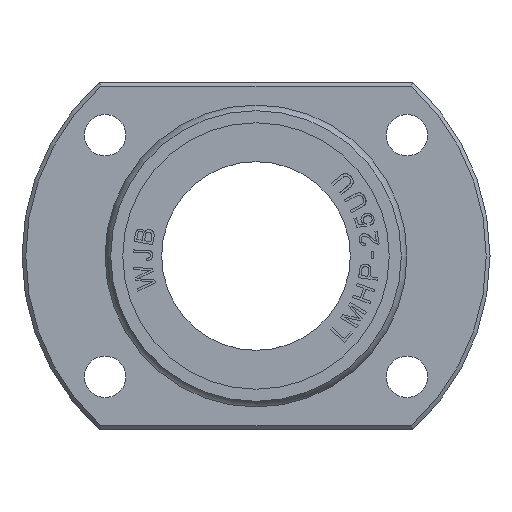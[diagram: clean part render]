
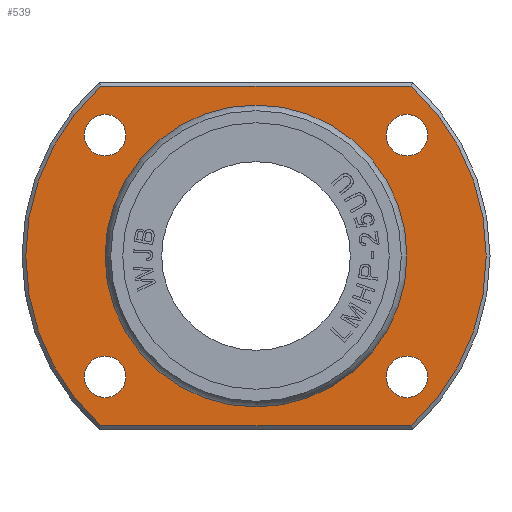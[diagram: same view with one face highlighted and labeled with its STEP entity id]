
A CAD part, left-side view. The second image highlights one B-rep face of the part: STEP entity #539.
In plain terms, the highlighted planar face has unit normal (-1, 0, 0).
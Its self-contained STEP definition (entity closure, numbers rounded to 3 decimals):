
#539=ADVANCED_FACE('',(#1294,#1295,#1296,#1297,#1298,#1299),#919,.T.);
#919=PLANE('',#6892);
#1192=CIRCLE('',#6885,2.75);
#1193=CIRCLE('',#6886,19.564);
#1194=CIRCLE('',#6887,30.5);
#1195=CIRCLE('',#6888,30.5);
#1196=CIRCLE('',#6889,2.75);
#1197=CIRCLE('',#6890,2.75);
#1198=CIRCLE('',#6891,2.75);
#1294=FACE_BOUND('',#1407,.T.);
#1295=FACE_BOUND('',#1408,.T.);
#1296=FACE_BOUND('',#1409,.T.);
#1297=FACE_BOUND('',#1410,.T.);
#1298=FACE_BOUND('',#1411,.T.);
#1299=FACE_BOUND('',#1412,.T.);
#1407=EDGE_LOOP('',(#2542));
#1408=EDGE_LOOP('',(#2543));
#1409=EDGE_LOOP('',(#2544,#2545,#2546,#2547));
#1410=EDGE_LOOP('',(#2548));
#1411=EDGE_LOOP('',(#2549));
#1412=EDGE_LOOP('',(#2550));
#1904=B_SPLINE_CURVE_WITH_KNOTS('',3,(#10245,#10246,#10247,#10248),.UNSPECIFIED.,
 .F.,.F.,(4,4),(0.,1.),.UNSPECIFIED.);
#1905=B_SPLINE_CURVE_WITH_KNOTS('',3,(#10252,#10253,#10254,#10255),.UNSPECIFIED.,
 .F.,.F.,(4,4),(0.,1.),.UNSPECIFIED.);
#2542=ORIENTED_EDGE('',*,*,#5080,.T.);
#2543=ORIENTED_EDGE('',*,*,#5081,.F.);
#2544=ORIENTED_EDGE('',*,*,#5082,.F.);
#2545=ORIENTED_EDGE('',*,*,#5083,.F.);
#2546=ORIENTED_EDGE('',*,*,#5084,.F.);
#2547=ORIENTED_EDGE('',*,*,#5085,.F.);
#2548=ORIENTED_EDGE('',*,*,#5086,.F.);
#2549=ORIENTED_EDGE('',*,*,#5087,.F.);
#2550=ORIENTED_EDGE('',*,*,#5088,.T.);
#4440=VERTEX_POINT('',#10239);
#4441=VERTEX_POINT('',#10241);
#4442=VERTEX_POINT('',#10243);
#4443=VERTEX_POINT('',#10244);
#4444=VERTEX_POINT('',#10249);
#4445=VERTEX_POINT('',#10251);
#4446=VERTEX_POINT('',#10257);
#4447=VERTEX_POINT('',#10259);
#4448=VERTEX_POINT('',#10261);
#5080=EDGE_CURVE('',#4440,#4440,#1192,.T.);
#5081=EDGE_CURVE('',#4441,#4441,#1193,.T.);
#5082=EDGE_CURVE('',#4442,#4443,#1194,.T.);
#5083=EDGE_CURVE('',#4444,#4442,#1904,.T.);
#5084=EDGE_CURVE('',#4445,#4444,#1195,.T.);
#5085=EDGE_CURVE('',#4443,#4445,#1905,.T.);
#5086=EDGE_CURVE('',#4446,#4446,#1196,.T.);
#5087=EDGE_CURVE('',#4447,#4447,#1197,.T.);
#5088=EDGE_CURVE('',#4448,#4448,#1198,.T.);
#6885=AXIS2_PLACEMENT_3D('',#10238,#7481,#7482);
#6886=AXIS2_PLACEMENT_3D('',#10240,#7483,#7484);
#6887=AXIS2_PLACEMENT_3D('',#10242,#7485,#7486);
#6888=AXIS2_PLACEMENT_3D('',#10250,#7487,#7488);
#6889=AXIS2_PLACEMENT_3D('',#10256,#7489,#7490);
#6890=AXIS2_PLACEMENT_3D('',#10258,#7491,#7492);
#6891=AXIS2_PLACEMENT_3D('',#10260,#7493,#7494);
#6892=AXIS2_PLACEMENT_3D('',#10262,#7495,#7496);
#7481=DIRECTION('',(1.,0.,0.));
#7482=DIRECTION('',(0.,0.,1.));
#7483=DIRECTION('',(-1.,0.,0.));
#7484=DIRECTION('',(0.,0.,1.));
#7485=DIRECTION('',(1.,0.,0.));
#7486=DIRECTION('',(0.,0.,-1.));
#7487=DIRECTION('',(1.,0.,0.));
#7488=DIRECTION('',(0.,0.,-1.));
#7489=DIRECTION('',(-1.,0.,0.));
#7490=DIRECTION('',(0.,0.,1.));
#7491=DIRECTION('',(-1.,0.,0.));
#7492=DIRECTION('',(0.,0.,1.));
#7493=DIRECTION('',(1.,0.,0.));
#7494=DIRECTION('',(0.,0.,1.));
#7495=DIRECTION('',(-1.,0.,0.));
#7496=DIRECTION('',(0.,0.,1.));
#10238=CARTESIAN_POINT('',(8.,20.,16.008));
#10239=CARTESIAN_POINT('',(8.,20.,18.758));
#10240=CARTESIAN_POINT('',(8.,0.,0.));
#10241=CARTESIAN_POINT('',(8.,0.,19.564));
#10242=CARTESIAN_POINT('',(8.,0.,0.));
#10243=CARTESIAN_POINT('',(8.,-20.591,22.5));
#10244=CARTESIAN_POINT('',(8.,-20.591,-22.5));
#10245=CARTESIAN_POINT('',(8.,20.591,22.5));
#10246=CARTESIAN_POINT('',(8.,6.864,22.5));
#10247=CARTESIAN_POINT('',(8.,-6.864,22.5));
#10248=CARTESIAN_POINT('',(8.,-20.591,22.5));
#10249=CARTESIAN_POINT('',(8.,20.591,22.5));
#10250=CARTESIAN_POINT('',(8.,0.,0.));
#10251=CARTESIAN_POINT('',(8.,20.591,-22.5));
#10252=CARTESIAN_POINT('',(8.,-20.591,-22.5));
#10253=CARTESIAN_POINT('',(8.,-6.864,-22.5));
#10254=CARTESIAN_POINT('',(8.,6.864,-22.5));
#10255=CARTESIAN_POINT('',(8.,20.591,-22.5));
#10256=CARTESIAN_POINT('',(8.,20.,-16.008));
#10257=CARTESIAN_POINT('',(8.,20.,-13.258));
#10258=CARTESIAN_POINT('',(8.,-20.,16.008));
#10259=CARTESIAN_POINT('',(8.,-20.,18.758));
#10260=CARTESIAN_POINT('',(8.,-20.,-16.008));
#10261=CARTESIAN_POINT('',(8.,-20.,-13.258));
#10262=CARTESIAN_POINT('',(8.,0.,25.282));
